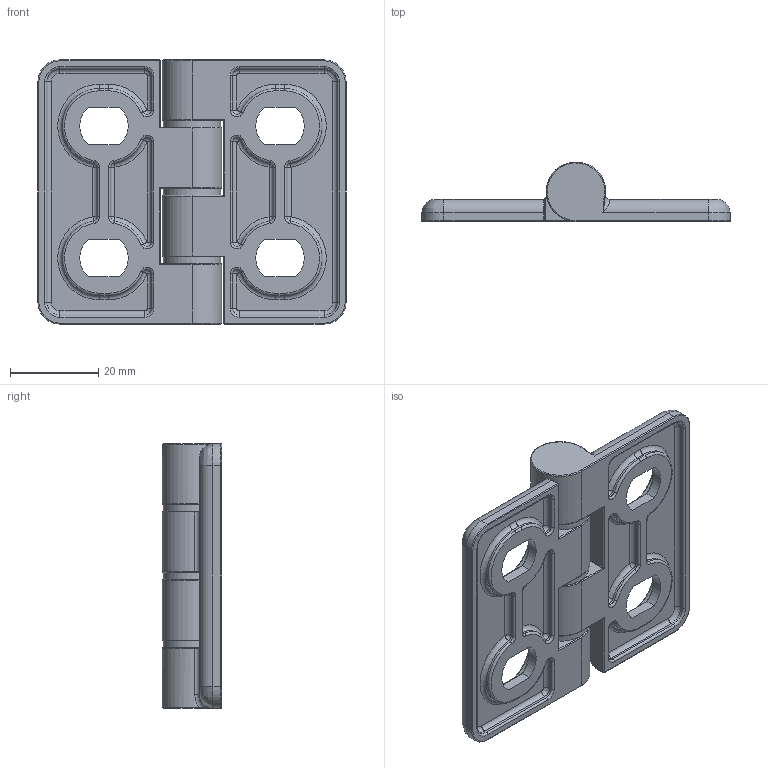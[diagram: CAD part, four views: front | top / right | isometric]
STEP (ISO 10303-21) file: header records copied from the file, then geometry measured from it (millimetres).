
FILE_DESCRIPTION(/* description */ (''),/* implementation_level */ '2;1');
FILE_NAME(/* name */ 'HSL6070.stp',/* time_stamp */ '2024-01-12T10:36:14+09:00',/* author */ ('user'),/* organization */ (''),/* preprocessor_version */ 'ST-DEVELOPER v15.6',/* originating_system */ 'Autodesk Inventor 2015',/* authorisation */ '');
FILE_SCHEMA (('AUTOMOTIVE_DESIGN { 1 0 10303 214 3 1 1 }'));
Length unit declared in the file: millimetre
Products named in the file (4): 날개(70장공); 핀_0656; 와샤_130615; HSL6070
Bounding box: 70 x 13.49 x 60 mm (x, y, z)
Volume: 19677.6 mm3; surface area: 14929.8 mm2
Topology: 6 solids, 6 shells, 397 faces, 889 edges, 498 vertices
Faces by surface type: cylinder 173, torus 102, plane 74, bspline 30, sphere 18
Full cylindrical faces by diameter (mm): 6 x1, 6.2 x7, 13 x3
Entity records: 5947 total; most frequent: CARTESIAN_POINT 1414, DIRECTION 1042, ORIENTED_EDGE 860, AXIS2_PLACEMENT_3D 443, EDGE_CURVE 430, VERTEX_POINT 248, CIRCLE 238, EDGE_LOOP 216
